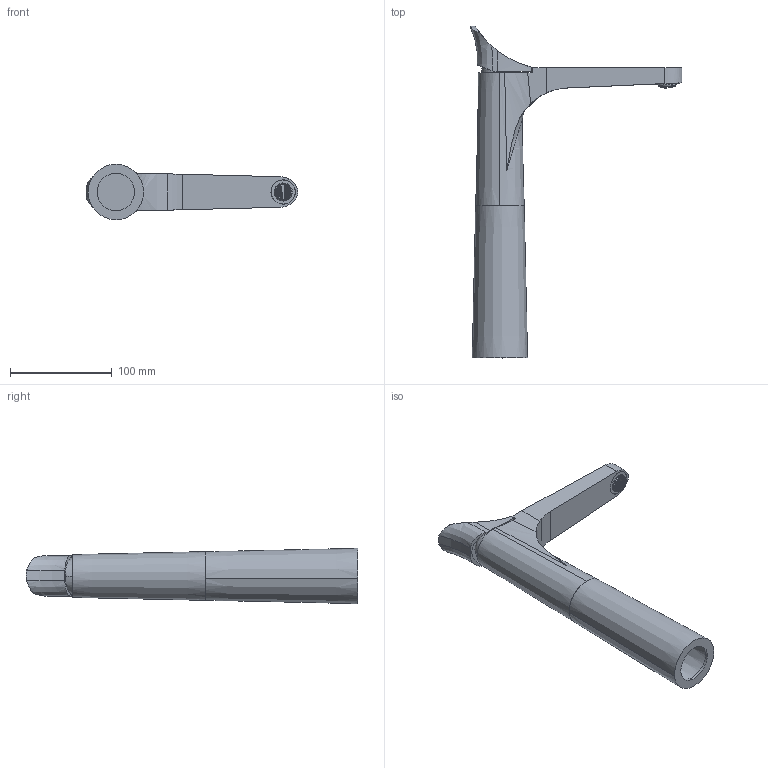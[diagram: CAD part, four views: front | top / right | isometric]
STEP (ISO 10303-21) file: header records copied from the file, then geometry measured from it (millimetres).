
FILE_DESCRIPTION (( 'STEP AP214' ), '1' );
FILE_NAME ('13030AL.STEP', '2023-10-06T15:18:56', ( '' ), ( '' ), 'SwSTEP 2.0', 'SolidWorks 2018', '' );
FILE_SCHEMA (( 'AUTOMOTIVE_DESIGN' ));
Length unit declared in the file: millimetre
Products named in the file (1): 13030AL
Bounding box: 208.8 x 326.94 x 54.5 mm (x, y, z)
Surface area: 96429.5 mm2 (no closed solid volume)
Topology: 0 solids, 6 shells, 214 faces, 968 edges, 754 vertices
Faces by surface type: plane 172, bspline 21, cylinder 13, cone 8
Entity records: 13301 total; most frequent: CARTESIAN_POINT 4282, ORIENTED_EDGE 1318, EDGE_CURVE 968, DIRECTION 951, VERTEX_POINT 754, LINE 471, VECTOR 471, B_SPLINE_CURVE_WITH_KNOTS 447
